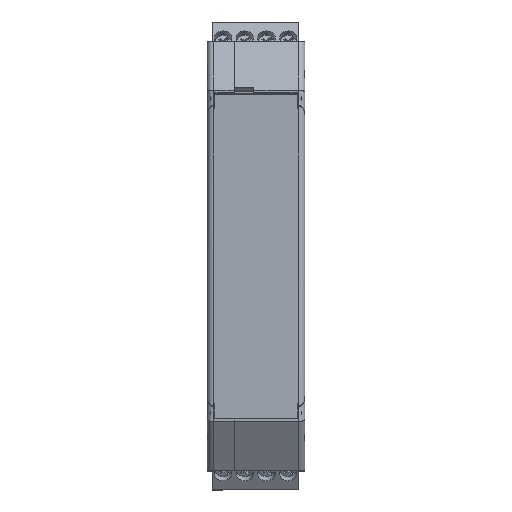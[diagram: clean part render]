
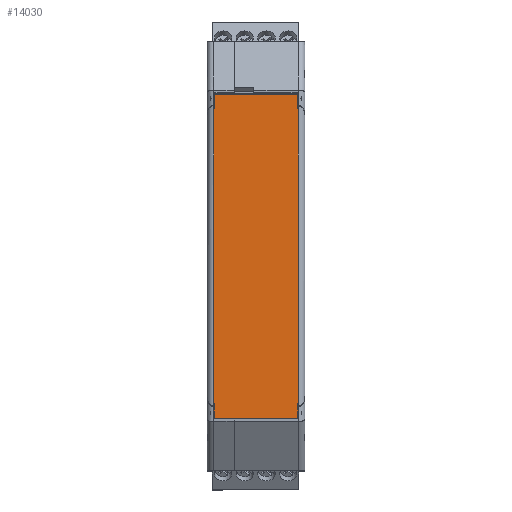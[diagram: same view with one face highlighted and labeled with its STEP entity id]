
A CAD part, top view. The second image highlights one B-rep face of the part: STEP entity #14030.
In plain terms, the highlighted planar face has unit normal (0, 0, 1).
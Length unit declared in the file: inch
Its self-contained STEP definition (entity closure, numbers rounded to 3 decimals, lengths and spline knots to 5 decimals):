
#225 = CARTESIAN_POINT ( 'NONE',  ( -0.06476, 0.56438, 4.19392 ) ) ;
#796 = CARTESIAN_POINT ( 'NONE',  ( -0.11903, 0.58661, 4.19392 ) ) ;
#896 = ORIENTED_EDGE ( 'NONE', *, *, #30183, .F. ) ;
#1228 = VECTOR ( 'NONE', #48372, 39.37008 ) ;
#3334 = CARTESIAN_POINT ( 'NONE',  ( -0.82461, 3.23373, 4.19392 ) ) ;
#3672 = CARTESIAN_POINT ( 'NONE',  ( -0.83051, 0.58661, 4.19392 ) ) ;
#3762 = LINE ( 'NONE', #29364, #32689 ) ;
#3773 = EDGE_CURVE ( 'NONE', #14413, #44556, #45099, .T. ) ;
#3836 = CARTESIAN_POINT ( 'NONE',  ( -0.82461, 3.41339, 4.19392 ) ) ;
#3934 = VECTOR ( 'NONE', #6927, 39.37008 ) ;
#4188 = VECTOR ( 'NONE', #4705, 39.37008 ) ;
#4254 = FACE_OUTER_BOUND ( 'NONE', #38435, .T. ) ;
#4705 = DIRECTION ( 'NONE',  ( -1., 0., 0. ) ) ;
#5007 = EDGE_CURVE ( 'NONE', #45169, #5769, #52718, .T. ) ;
#5386 = EDGE_CURVE ( 'NONE', #7966, #14413, #6229, .T. ) ;
#5437 = CARTESIAN_POINT ( 'NONE',  ( -0.05886, 3.41339, 4.19392 ) ) ;
#5769 = VERTEX_POINT ( 'NONE', #26928 ) ;
#5838 = ORIENTED_EDGE ( 'NONE', *, *, #31016, .F. ) ;
#6229 = LINE ( 'NONE', #40066, #52676 ) ;
#6797 = CARTESIAN_POINT ( 'NONE',  ( -0.11903, 3.31102, 4.19392 ) ) ;
#6927 = DIRECTION ( 'NONE',  ( 1., 0., 0. ) ) ;
#7205 = EDGE_CURVE ( 'NONE', #27848, #30687, #25756, .T. ) ;
#7966 = VERTEX_POINT ( 'NONE', #12846 ) ;
#12846 = CARTESIAN_POINT ( 'NONE',  ( -0.82461, 3.31102, 4.19392 ) ) ;
#14030 = ADVANCED_FACE ( 'NONE', ( #4254 ), #47484, .T. ) ;
#14359 = DIRECTION ( 'NONE',  ( 0., 1., 0. ) ) ;
#14413 = VERTEX_POINT ( 'NONE', #16180 ) ;
#14510 = DIRECTION ( 'NONE',  ( -1., 0., 0. ) ) ;
#16180 = CARTESIAN_POINT ( 'NONE',  ( -0.83051, 3.31102, 4.19392 ) ) ;
#16434 = CARTESIAN_POINT ( 'NONE',  ( -0.06476, 3.31102, 4.19392 ) ) ;
#17206 = CARTESIAN_POINT ( 'NONE',  ( -0.06476, 3.41339, 4.19392 ) ) ;
#17671 = VECTOR ( 'NONE', #50978, 39.37008 ) ;
#19629 = CARTESIAN_POINT ( 'NONE',  ( -0.05886, 0.58661, 4.19392 ) ) ;
#19744 = LINE ( 'NONE', #41610, #3934 ) ;
#21265 = LINE ( 'NONE', #3334, #35616 ) ;
#22097 = VERTEX_POINT ( 'NONE', #54607 ) ;
#23977 = ORIENTED_EDGE ( 'NONE', *, *, #43534, .F. ) ;
#24149 = DIRECTION ( 'NONE',  ( -1., 0., 0. ) ) ;
#24816 = EDGE_CURVE ( 'NONE', #22097, #38268, #3762, .T. ) ;
#24845 = CARTESIAN_POINT ( 'NONE',  ( -0.06476, 3.14961, 4.19392 ) ) ;
#25035 = ORIENTED_EDGE ( 'NONE', *, *, #7205, .T. ) ;
#25618 = CARTESIAN_POINT ( 'NONE',  ( -0.11903, 3.41339, 4.19392 ) ) ;
#25756 = LINE ( 'NONE', #30570, #4188 ) ;
#25885 = DIRECTION ( 'NONE',  ( 0., 0., 1. ) ) ;
#26812 = ORIENTED_EDGE ( 'NONE', *, *, #27467, .T. ) ;
#26928 = CARTESIAN_POINT ( 'NONE',  ( -0.82461, 0.58661, 4.19392 ) ) ;
#27467 = EDGE_CURVE ( 'NONE', #44556, #5769, #39199, .T. ) ;
#27848 = VERTEX_POINT ( 'NONE', #17206 ) ;
#28989 = ORIENTED_EDGE ( 'NONE', *, *, #34775, .T. ) ;
#29093 = DIRECTION ( 'NONE',  ( 1., 0., 0. ) ) ;
#29364 = CARTESIAN_POINT ( 'NONE',  ( -0.11903, 0.58661, 4.19392 ) ) ;
#30183 = EDGE_CURVE ( 'NONE', #7966, #30687, #21265, .T. ) ;
#30570 = CARTESIAN_POINT ( 'NONE',  ( -0.11903, 3.41339, 4.19392 ) ) ;
#30687 = VERTEX_POINT ( 'NONE', #3836 ) ;
#31016 = EDGE_CURVE ( 'NONE', #27848, #44872, #41613, .T. ) ;
#31029 = LINE ( 'NONE', #5437, #1228 ) ;
#32212 = VERTEX_POINT ( 'NONE', #39483 ) ;
#32278 = ORIENTED_EDGE ( 'NONE', *, *, #5007, .F. ) ;
#32689 = VECTOR ( 'NONE', #29093, 39.37008 ) ;
#33761 = DIRECTION ( 'NONE',  ( 0., 1., 0. ) ) ;
#34775 = EDGE_CURVE ( 'NONE', #48838, #44872, #45741, .T. ) ;
#35616 = VECTOR ( 'NONE', #33761, 39.37008 ) ;
#36025 = ORIENTED_EDGE ( 'NONE', *, *, #3773, .T. ) ;
#36488 = VECTOR ( 'NONE', #51701, 39.37008 ) ;
#37914 = ORIENTED_EDGE ( 'NONE', *, *, #46755, .T. ) ;
#38268 = VERTEX_POINT ( 'NONE', #19629 ) ;
#38435 = EDGE_LOOP ( 'NONE', ( #26812, #32278, #37914, #23977, #42806, #56282, #28989, #5838, #25035, #896, #47156, #36025 ) ) ;
#38619 = LINE ( 'NONE', #225, #36488 ) ;
#39039 = VECTOR ( 'NONE', #14359, 39.37008 ) ;
#39199 = LINE ( 'NONE', #796, #50778 ) ;
#39483 = CARTESIAN_POINT ( 'NONE',  ( -0.06476, 0.47244, 4.19392 ) ) ;
#40066 = CARTESIAN_POINT ( 'NONE',  ( -0.11903, 3.31102, 4.19392 ) ) ;
#41610 = CARTESIAN_POINT ( 'NONE',  ( -0.02894, 0.47244, 4.19392 ) ) ;
#41613 = LINE ( 'NONE', #24845, #17671 ) ;
#41668 = VECTOR ( 'NONE', #53337, 39.37008 ) ;
#42047 = CARTESIAN_POINT ( 'NONE',  ( -0.05886, 3.31102, 4.19392 ) ) ;
#42806 = ORIENTED_EDGE ( 'NONE', *, *, #24816, .T. ) ;
#43534 = EDGE_CURVE ( 'NONE', #22097, #32212, #38619, .T. ) ;
#44220 = AXIS2_PLACEMENT_3D ( 'NONE', #25618, #25885, #50905 ) ;
#44556 = VERTEX_POINT ( 'NONE', #3672 ) ;
#44872 = VERTEX_POINT ( 'NONE', #16434 ) ;
#45099 = LINE ( 'NONE', #49094, #41668 ) ;
#45169 = VERTEX_POINT ( 'NONE', #48793 ) ;
#45418 = EDGE_CURVE ( 'NONE', #38268, #48838, #31029, .T. ) ;
#45741 = LINE ( 'NONE', #6797, #51394 ) ;
#46755 = EDGE_CURVE ( 'NONE', #45169, #32212, #19744, .T. ) ;
#47156 = ORIENTED_EDGE ( 'NONE', *, *, #5386, .T. ) ;
#47174 = DIRECTION ( 'NONE',  ( 1., 0., 0. ) ) ;
#47484 = PLANE ( 'NONE',  #44220 ) ;
#48372 = DIRECTION ( 'NONE',  ( 0., 1., 0. ) ) ;
#48793 = CARTESIAN_POINT ( 'NONE',  ( -0.82461, 0.47244, 4.19392 ) ) ;
#48838 = VERTEX_POINT ( 'NONE', #42047 ) ;
#49094 = CARTESIAN_POINT ( 'NONE',  ( -0.83051, 3.41339, 4.19392 ) ) ;
#50778 = VECTOR ( 'NONE', #47174, 39.37008 ) ;
#50905 = DIRECTION ( 'NONE',  ( 0., -1., 0. ) ) ;
#50978 = DIRECTION ( 'NONE',  ( 0., -1., 0. ) ) ;
#51394 = VECTOR ( 'NONE', #24149, 39.37008 ) ;
#51701 = DIRECTION ( 'NONE',  ( 0., -1., 0. ) ) ;
#52676 = VECTOR ( 'NONE', #14510, 39.37008 ) ;
#52718 = LINE ( 'NONE', #53271, #39039 ) ;
#53271 = CARTESIAN_POINT ( 'NONE',  ( -0.82461, 0.533, 4.19392 ) ) ;
#53337 = DIRECTION ( 'NONE',  ( 0., -1., 0. ) ) ;
#54607 = CARTESIAN_POINT ( 'NONE',  ( -0.06476, 0.58661, 4.19392 ) ) ;
#56282 = ORIENTED_EDGE ( 'NONE', *, *, #45418, .T. ) ;
